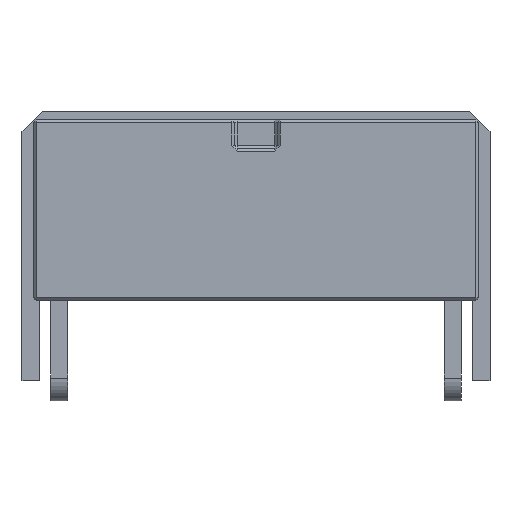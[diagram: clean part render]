
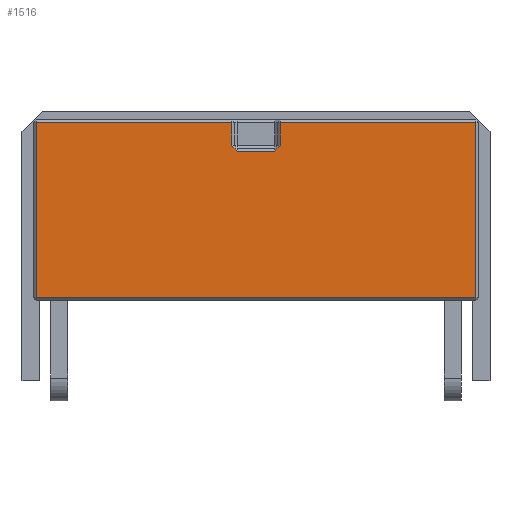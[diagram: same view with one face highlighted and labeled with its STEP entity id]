
A CAD part, front view. The second image highlights one B-rep face of the part: STEP entity #1516.
In plain terms, the highlighted planar face has unit normal (0, -1, 0).
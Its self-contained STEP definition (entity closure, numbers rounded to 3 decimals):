
#727 = VERTEX_POINT('',#728);
#728 = CARTESIAN_POINT('',(7.65,-7.35,0.1));
#736 = VERTEX_POINT('',#737);
#737 = CARTESIAN_POINT('',(-7.65,-7.35,0.1));
#743 = EDGE_CURVE('',#727,#736,#744,.T.);
#744 = LINE('',#745,#746);
#745 = CARTESIAN_POINT('',(7.75,-7.35,0.1));
#746 = VECTOR('',#747,1.);
#747 = DIRECTION('',(-1.,0.,0.));
#1516 = ADVANCED_FACE('',(#1517),#1590,.T.);
#1517 = FACE_BOUND('',#1518,.T.);
#1518 = EDGE_LOOP('',(#1519,#1520,#1528,#1536,#1544,#1552,#1560,#1568,
    #1576,#1584));
#1519 = ORIENTED_EDGE('',*,*,#743,.F.);
#1520 = ORIENTED_EDGE('',*,*,#1521,.T.);
#1521 = EDGE_CURVE('',#727,#1522,#1524,.T.);
#1522 = VERTEX_POINT('',#1523);
#1523 = CARTESIAN_POINT('',(7.65,-7.35,6.2));
#1524 = LINE('',#1525,#1526);
#1525 = CARTESIAN_POINT('',(7.65,-7.35,0.));
#1526 = VECTOR('',#1527,1.);
#1527 = DIRECTION('',(0.,0.,1.));
#1528 = ORIENTED_EDGE('',*,*,#1529,.T.);
#1529 = EDGE_CURVE('',#1522,#1530,#1532,.T.);
#1530 = VERTEX_POINT('',#1531);
#1531 = CARTESIAN_POINT('',(0.85,-7.35,6.2));
#1532 = LINE('',#1533,#1534);
#1533 = CARTESIAN_POINT('',(7.75,-7.35,6.2));
#1534 = VECTOR('',#1535,1.);
#1535 = DIRECTION('',(-1.,0.,0.));
#1536 = ORIENTED_EDGE('',*,*,#1537,.T.);
#1537 = EDGE_CURVE('',#1530,#1538,#1540,.T.);
#1538 = VERTEX_POINT('',#1539);
#1539 = CARTESIAN_POINT('',(0.85,-7.35,5.4));
#1540 = LINE('',#1541,#1542);
#1541 = CARTESIAN_POINT('',(0.85,-7.35,6.3));
#1542 = VECTOR('',#1543,1.);
#1543 = DIRECTION('',(-0.,-0.,-1.));
#1544 = ORIENTED_EDGE('',*,*,#1545,.F.);
#1545 = EDGE_CURVE('',#1546,#1538,#1548,.T.);
#1546 = VERTEX_POINT('',#1547);
#1547 = CARTESIAN_POINT('',(0.65,-7.35,5.2));
#1548 = LINE('',#1549,#1550);
#1549 = CARTESIAN_POINT('',(1.125,-7.35,5.675));
#1550 = VECTOR('',#1551,1.);
#1551 = DIRECTION('',(0.707,0.,0.707));
#1552 = ORIENTED_EDGE('',*,*,#1553,.F.);
#1553 = EDGE_CURVE('',#1554,#1546,#1556,.T.);
#1554 = VERTEX_POINT('',#1555);
#1555 = CARTESIAN_POINT('',(-0.65,-7.35,5.2));
#1556 = LINE('',#1557,#1558);
#1557 = CARTESIAN_POINT('',(-0.75,-7.35,5.2));
#1558 = VECTOR('',#1559,1.);
#1559 = DIRECTION('',(1.,0.,0.));
#1560 = ORIENTED_EDGE('',*,*,#1561,.F.);
#1561 = EDGE_CURVE('',#1562,#1554,#1564,.T.);
#1562 = VERTEX_POINT('',#1563);
#1563 = CARTESIAN_POINT('',(-0.85,-7.35,5.4));
#1564 = LINE('',#1565,#1566);
#1565 = CARTESIAN_POINT('',(2.65,-7.35,1.9));
#1566 = VECTOR('',#1567,1.);
#1567 = DIRECTION('',(0.707,0.,-0.707));
#1568 = ORIENTED_EDGE('',*,*,#1569,.F.);
#1569 = EDGE_CURVE('',#1570,#1562,#1572,.T.);
#1570 = VERTEX_POINT('',#1571);
#1571 = CARTESIAN_POINT('',(-0.85,-7.35,6.2));
#1572 = LINE('',#1573,#1574);
#1573 = CARTESIAN_POINT('',(-0.85,-7.35,6.3));
#1574 = VECTOR('',#1575,1.);
#1575 = DIRECTION('',(-0.,-0.,-1.));
#1576 = ORIENTED_EDGE('',*,*,#1577,.T.);
#1577 = EDGE_CURVE('',#1570,#1578,#1580,.T.);
#1578 = VERTEX_POINT('',#1579);
#1579 = CARTESIAN_POINT('',(-7.65,-7.35,6.2));
#1580 = LINE('',#1581,#1582);
#1581 = CARTESIAN_POINT('',(-0.75,-7.35,6.2));
#1582 = VECTOR('',#1583,1.);
#1583 = DIRECTION('',(-1.,0.,0.));
#1584 = ORIENTED_EDGE('',*,*,#1585,.F.);
#1585 = EDGE_CURVE('',#736,#1578,#1586,.T.);
#1586 = LINE('',#1587,#1588);
#1587 = CARTESIAN_POINT('',(-7.65,-7.35,0.));
#1588 = VECTOR('',#1589,1.);
#1589 = DIRECTION('',(0.,0.,1.));
#1590 = PLANE('',#1591);
#1591 = AXIS2_PLACEMENT_3D('',#1592,#1593,#1594);
#1592 = CARTESIAN_POINT('',(7.75,-7.35,0.));
#1593 = DIRECTION('',(0.,-1.,0.));
#1594 = DIRECTION('',(-1.,0.,0.));
